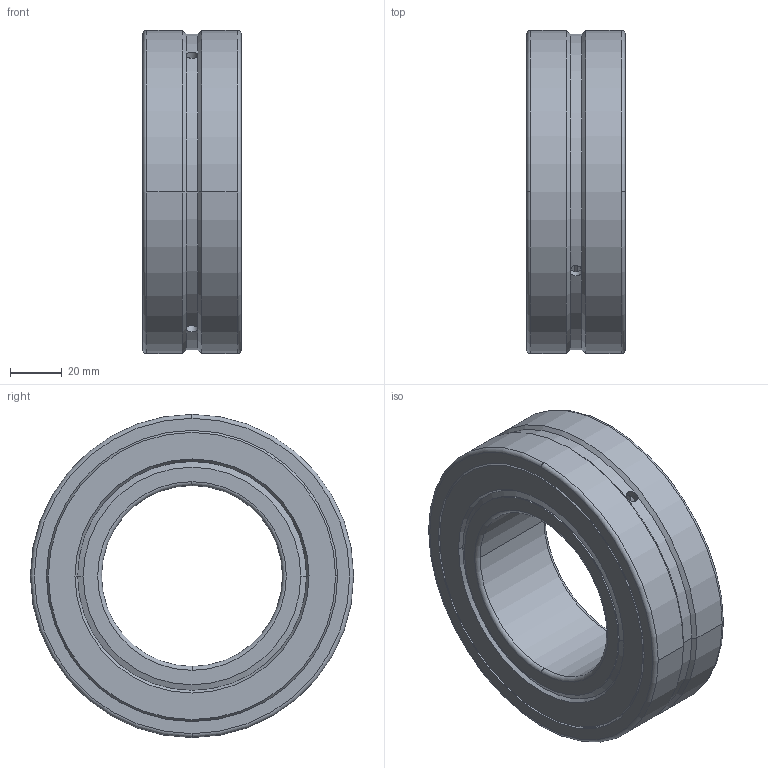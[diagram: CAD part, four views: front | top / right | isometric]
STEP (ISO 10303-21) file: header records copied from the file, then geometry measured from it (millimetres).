
FILE_DESCRIPTION(('STEP AP214'),'1');
FILE_NAME('snr_10x22214eaw33ee_2.stp','2026-02-20T12:48:43',('TraceParts'),('TraceParts S.A.S.'),'Spatial InterOp 3D',' ',' ');
FILE_SCHEMA(('AUTOMOTIVE_DESIGN { 1 0 10303 214 1 1 1 1 }'));
Length unit declared in the file: millimetre
Products named in the file (1): 1
Bounding box: 38 x 125 x 125 mm (x, y, z)
Volume: 230143.1 mm3; surface area: 111199.2 mm2
Topology: 6 solids, 6 shells, 328 faces, 850 edges, 603 vertices
Faces by surface type: torus 180, plane 88, cylinder 34, cone 24, sphere 2
Entity records: 15238 total; most frequent: CARTESIAN_POINT 6944, DIRECTION 1831, ORIENTED_EDGE 1692, AXIS2_PLACEMENT_3D 888, EDGE_CURVE 846, VERTEX_POINT 603, CIRCLE 554, EDGE_LOOP 419
